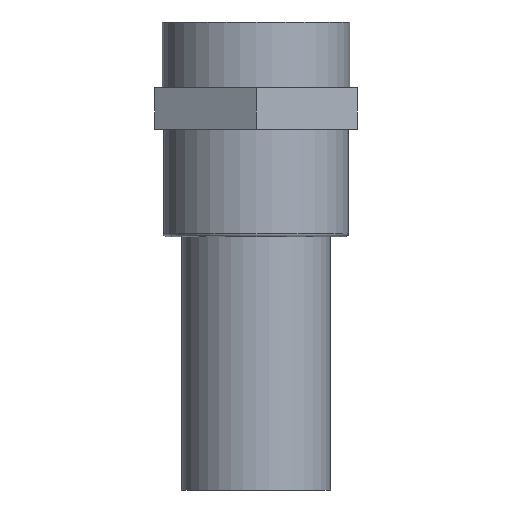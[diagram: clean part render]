
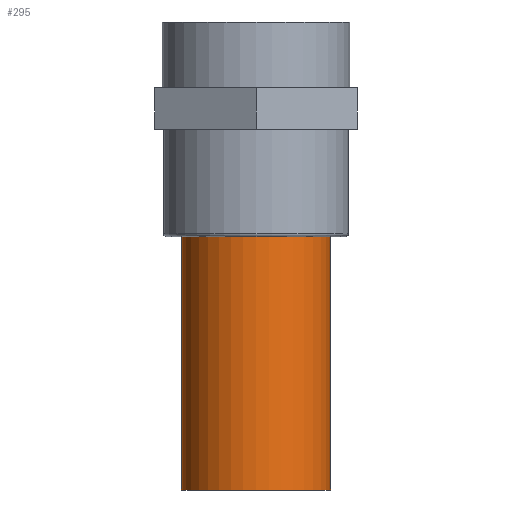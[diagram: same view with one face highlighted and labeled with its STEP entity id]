
A CAD part, front view. The second image highlights one B-rep face of the part: STEP entity #295.
In plain terms, the highlighted cylindrical face has radius 12.5 mm (diameter 25 mm), a partial arc.
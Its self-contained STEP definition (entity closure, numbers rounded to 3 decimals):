
#6 = CARTESIAN_POINT ( 'NONE',  ( 12.5, 0., 0. ) ) ;
#49 = DIRECTION ( 'NONE',  ( 1., 0., 0. ) ) ;
#57 = AXIS2_PLACEMENT_3D ( 'NONE', #483, #815, #49 ) ;
#101 = DIRECTION ( 'NONE',  ( 0., 0., 1. ) ) ;
#151 = DIRECTION ( 'NONE',  ( 0., 0., 1. ) ) ;
#157 = CIRCLE ( 'NONE', #772, 12.5 ) ;
#191 = CARTESIAN_POINT ( 'NONE',  ( -12.5, 0., -36. ) ) ;
#217 = ORIENTED_EDGE ( 'NONE', *, *, #993, .T. ) ;
#238 = FACE_OUTER_BOUND ( 'NONE', #556, .T. ) ;
#261 = DIRECTION ( 'NONE',  ( 0., 0., 1. ) ) ;
#295 = ADVANCED_FACE ( 'NONE', ( #238 ), #582, .T. ) ;
#354 = DIRECTION ( 'NONE',  ( 0., 0., 1. ) ) ;
#401 = VERTEX_POINT ( 'NONE', #430 ) ;
#412 = EDGE_CURVE ( 'NONE', #624, #491, #689, .T. ) ;
#430 = CARTESIAN_POINT ( 'NONE',  ( 12.5, 0., -78.5 ) ) ;
#447 = VERTEX_POINT ( 'NONE', #773 ) ;
#450 = DIRECTION ( 'NONE',  ( 1., 0., 0. ) ) ;
#462 = ORIENTED_EDGE ( 'NONE', *, *, #412, .F. ) ;
#483 = CARTESIAN_POINT ( 'NONE',  ( 0., 0., -78.5 ) ) ;
#491 = VERTEX_POINT ( 'NONE', #191 ) ;
#497 = DIRECTION ( 'NONE',  ( 1., 0., 0. ) ) ;
#552 = VECTOR ( 'NONE', #354, 1000. ) ;
#556 = EDGE_LOOP ( 'NONE', ( #462, #1073, #217, #864 ) ) ;
#582 = CYLINDRICAL_SURFACE ( 'NONE', #821, 12.5 ) ;
#624 = VERTEX_POINT ( 'NONE', #655 ) ;
#636 = EDGE_CURVE ( 'NONE', #624, #401, #1011, .T. ) ;
#655 = CARTESIAN_POINT ( 'NONE',  ( -12.5, 0., -78.5 ) ) ;
#689 = LINE ( 'NONE', #1013, #973 ) ;
#771 = LINE ( 'NONE', #6, #552 ) ;
#772 = AXIS2_PLACEMENT_3D ( 'NONE', #859, #101, #450 ) ;
#773 = CARTESIAN_POINT ( 'NONE',  ( 12.5, 0., -36. ) ) ;
#815 = DIRECTION ( 'NONE',  ( 0., 0., 1. ) ) ;
#821 = AXIS2_PLACEMENT_3D ( 'NONE', #905, #151, #497 ) ;
#859 = CARTESIAN_POINT ( 'NONE',  ( 0., 0., -36. ) ) ;
#864 = ORIENTED_EDGE ( 'NONE', *, *, #1043, .F. ) ;
#905 = CARTESIAN_POINT ( 'NONE',  ( 0., 0., 0. ) ) ;
#973 = VECTOR ( 'NONE', #261, 1000. ) ;
#993 = EDGE_CURVE ( 'NONE', #401, #447, #771, .T. ) ;
#1011 = CIRCLE ( 'NONE', #57, 12.5 ) ;
#1013 = CARTESIAN_POINT ( 'NONE',  ( -12.5, 0., 0. ) ) ;
#1043 = EDGE_CURVE ( 'NONE', #491, #447, #157, .T. ) ;
#1073 = ORIENTED_EDGE ( 'NONE', *, *, #636, .T. ) ;
